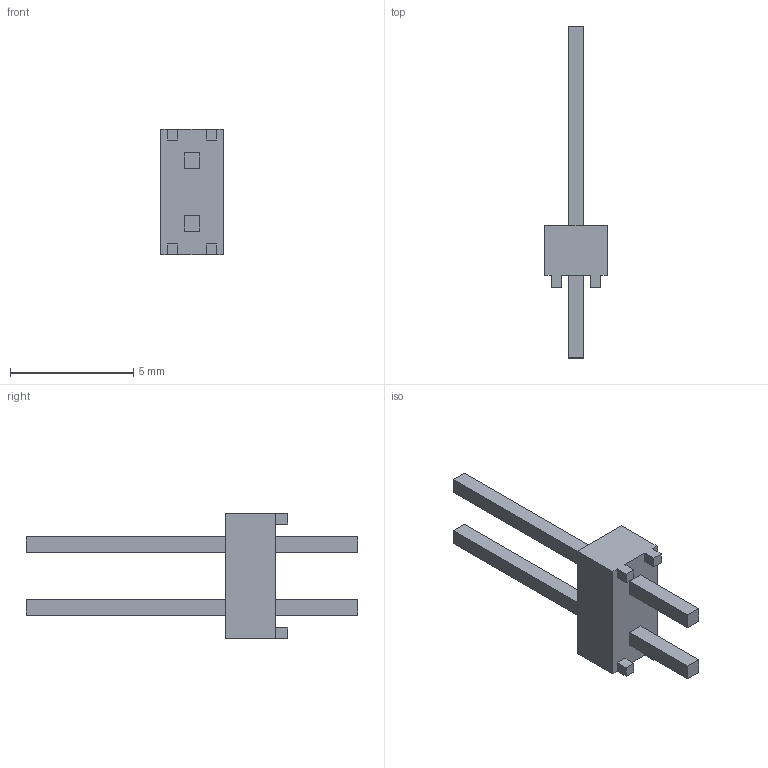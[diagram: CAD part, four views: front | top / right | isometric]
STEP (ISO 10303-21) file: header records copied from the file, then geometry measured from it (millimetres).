
FILE_DESCRIPTION(/* description */ ('STEP AP214'),/* implementation_level */ '2;1');
FILE_NAME(/* name */ 'MTSW-101-08-S-D-318',/* time_stamp */ '2024-06-27T09:27:21+02:00',/* author */ ('License CC BY-ND 4.0'),/* organization */ ('CADENAS'),/* preprocessor_version */ 'ST-DEVELOPER v19.3',/* originating_system */ 'PARTsolutions',/* authorisation */ ' ');
FILE_SCHEMA (('AUTOMOTIVE_DESIGN {1 0 10303 214 3 1 1}'));
Length unit declared in the file: inch
Products named in the file (3): MTSW-101-08-S-D-318; MTSW-101-08-S-D-318_body; MTSW-101-08-D-318
Assembly tree (2 placements, depth 2):
  MTSW-101-08-S-D-318
    MTSW-101-08-S-D-318_body
    MTSW-101-08-D-318
Bounding box: 2.54 x 13.46 x 5.08 mm (x, y, z)
Volume: 36.1 mm3; surface area: 143.9 mm2
Topology: 2 solids, 2 shells, 56 faces, 144 edges, 96 vertices
Faces by surface type: plane 56
Entity records: 1754 total; most frequent: CARTESIAN_POINT 299, ORIENTED_EDGE 288, DIRECTION 262, EDGE_CURVE 144, LINE 144, VECTOR 144, VERTEX_POINT 96, EDGE_LOOP 64
